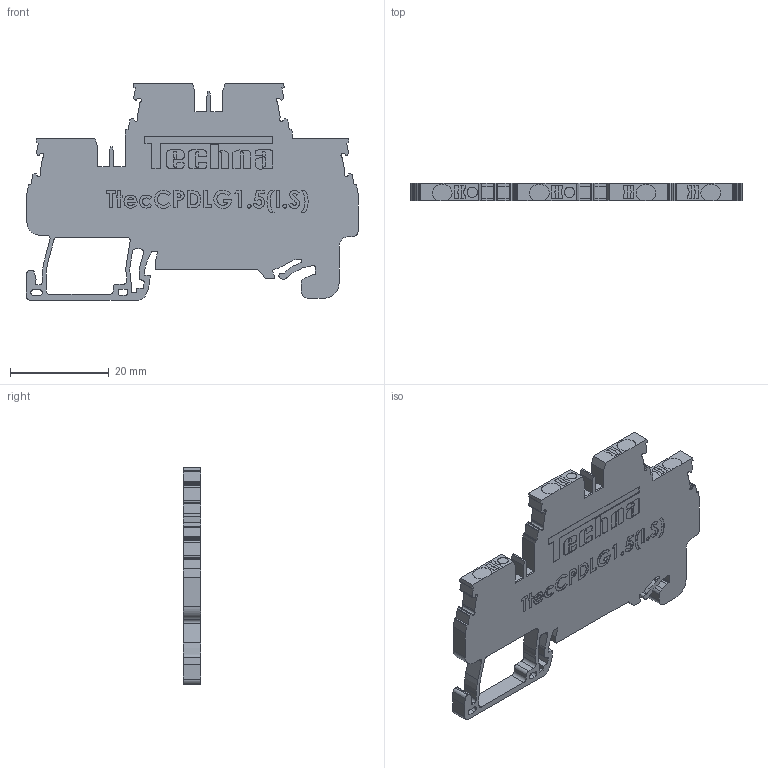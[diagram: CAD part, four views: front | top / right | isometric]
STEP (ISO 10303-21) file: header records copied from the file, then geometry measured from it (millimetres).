
FILE_DESCRIPTION (( 'STEP AP214' ), '1' );
FILE_NAME ('TtecCPDLG1.5(I.S).STEP', '2020-07-02T08:43:01', ( '' ), ( '' ), 'SwSTEP 2.0', 'SolidWorks 2020', '' );
FILE_SCHEMA (( 'AUTOMOTIVE_DESIGN' ));
Length unit declared in the file: millimetre
Products named in the file (1): TtecCPDLG1.5(I.S)
Bounding box: 67.4 x 3.5 x 44 mm (x, y, z)
Volume: 6791.9 mm3; surface area: 5402.1 mm2
Topology: 1 solids, 1 shells, 997 faces, 2819 edges, 1886 vertices
Faces by surface type: plane 547, cylinder 278, bspline 172
Entity records: 48220 total; most frequent: CARTESIAN_POINT 15923, ORIENTED_EDGE 5638, DIRECTION 4683, EDGE_CURVE 2819, LINE 1919, VECTOR 1919, VERTEX_POINT 1886, AXIS2_PLACEMENT_3D 1382
